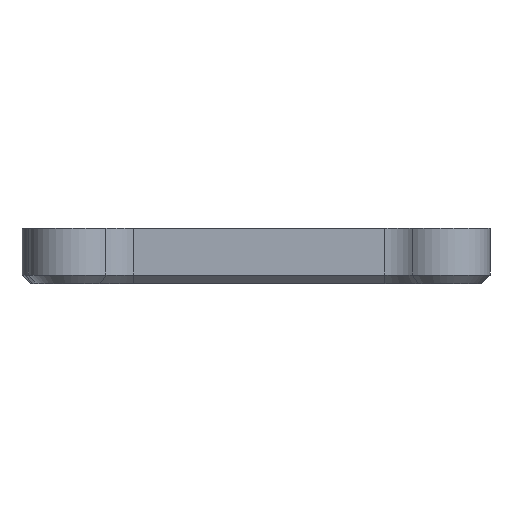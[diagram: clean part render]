
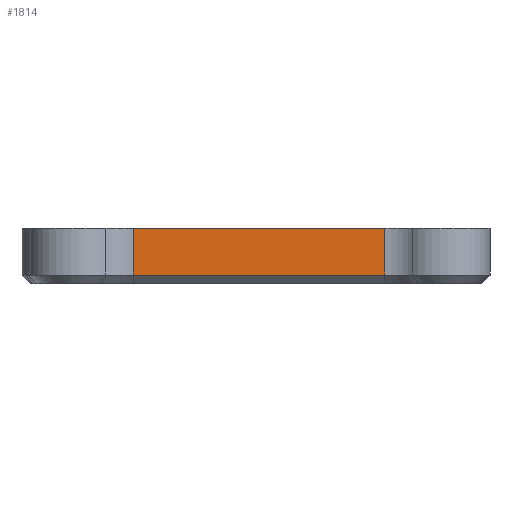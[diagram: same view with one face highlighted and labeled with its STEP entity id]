
A CAD part, front view. The second image highlights one B-rep face of the part: STEP entity #1814.
In plain terms, the highlighted planar face has unit normal (0, -1, 0).
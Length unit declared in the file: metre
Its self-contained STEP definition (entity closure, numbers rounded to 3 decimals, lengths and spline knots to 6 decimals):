
#408=ORIENTED_EDGE('',*,*,#918,.T.);
#409=ORIENTED_EDGE('',*,*,#919,.T.);
#410=ORIENTED_EDGE('',*,*,#916,.F.);
#411=ORIENTED_EDGE('',*,*,#771,.T.);
#771=EDGE_CURVE('',#1048,#1047,#1223,.T.);
#916=EDGE_CURVE('',#1048,#1159,#1295,.T.);
#918=EDGE_CURVE('',#1047,#1160,#1296,.T.);
#919=EDGE_CURVE('',#1160,#1159,#1297,.T.);
#1047=VERTEX_POINT('',#2776);
#1048=VERTEX_POINT('',#2778);
#1159=VERTEX_POINT('',#3058);
#1160=VERTEX_POINT('',#3062);
#1223=LINE('',#2777,#1367);
#1295=LINE('',#3057,#1439);
#1296=LINE('',#3061,#1440);
#1297=LINE('',#3063,#1441);
#1367=VECTOR('',#2159,1.);
#1439=VECTOR('',#2425,1.);
#1440=VECTOR('',#2430,1.);
#1441=VECTOR('',#2431,1.);
#1534=EDGE_LOOP('',(#408,#409,#410,#411));
#1656=FACE_BOUND('',#1534,.T.);
#1761=PLANE('',#2010);
#1814=ADVANCED_FACE('',(#1656),#1761,.F.);
#2010=AXIS2_PLACEMENT_3D('',#3060,#2428,#2429);
#2159=DIRECTION('',(-1.,0.,0.));
#2425=DIRECTION('',(0.,0.,-1.));
#2428=DIRECTION('',(0.,1.,0.));
#2429=DIRECTION('',(0.,0.,1.));
#2430=DIRECTION('',(0.,0.,-1.));
#2431=DIRECTION('',(1.,0.,0.));
#2776=CARTESIAN_POINT('',(-0.0109,-0.018,0.0008));
#2777=CARTESIAN_POINT('',(0.,-0.018,0.0008));
#2778=CARTESIAN_POINT('',(0.0109,-0.018,0.0008));
#3057=CARTESIAN_POINT('',(0.0109,-0.018,-0.0025));
#3058=CARTESIAN_POINT('',(0.0109,-0.018,-0.00325));
#3060=CARTESIAN_POINT('',(0.,-0.018,-0.0025));
#3061=CARTESIAN_POINT('',(-0.0109,-0.018,-0.0025));
#3062=CARTESIAN_POINT('',(-0.0109,-0.018,-0.00325));
#3063=CARTESIAN_POINT('',(0.0109,-0.018,-0.00325));
